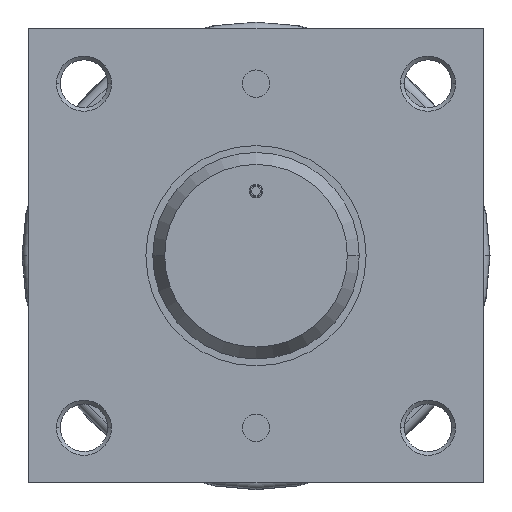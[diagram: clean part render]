
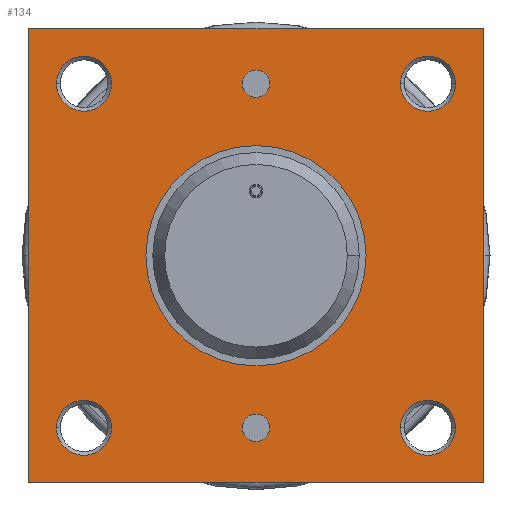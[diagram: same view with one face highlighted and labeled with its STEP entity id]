
A CAD part, left-side view. The second image highlights one B-rep face of the part: STEP entity #134.
In plain terms, the highlighted planar face has unit normal (-1, 0, 0).
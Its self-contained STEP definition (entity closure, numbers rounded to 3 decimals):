
#134=ADVANCED_FACE('',(#313,#314,#315,#316,#317,#318,#319,#320),#321,.F.);
#313=FACE_BOUND('',#601,.T.);
#314=FACE_BOUND('',#602,.T.);
#315=FACE_BOUND('',#603,.T.);
#316=FACE_BOUND('',#604,.T.);
#317=FACE_BOUND('',#605,.T.);
#318=FACE_BOUND('',#606,.T.);
#319=FACE_BOUND('',#607,.T.);
#320=FACE_OUTER_BOUND('',#608,.T.);
#321=PLANE('',#609);
#601=EDGE_LOOP('',(#1185,#1186));
#602=EDGE_LOOP('',(#1187,#1188));
#603=EDGE_LOOP('',(#1189,#1190));
#604=EDGE_LOOP('',(#1191,#1192));
#605=EDGE_LOOP('',(#1193,#1194));
#606=EDGE_LOOP('',(#1195,#1196));
#607=EDGE_LOOP('',(#1197,#1198));
#608=EDGE_LOOP('',(#1199,#1200,#1201,#1202));
#609=AXIS2_PLACEMENT_3D('',#1203,#1204,#1205);
#1185=ORIENTED_EDGE('',*,*,#1784,.T.);
#1186=ORIENTED_EDGE('',*,*,#1765,.T.);
#1187=ORIENTED_EDGE('',*,*,#1785,.T.);
#1188=ORIENTED_EDGE('',*,*,#1761,.T.);
#1189=ORIENTED_EDGE('',*,*,#1757,.T.);
#1190=ORIENTED_EDGE('',*,*,#1786,.T.);
#1191=ORIENTED_EDGE('',*,*,#1747,.T.);
#1192=ORIENTED_EDGE('',*,*,#1789,.T.);
#1193=ORIENTED_EDGE('',*,*,#1737,.T.);
#1194=ORIENTED_EDGE('',*,*,#1792,.T.);
#1195=ORIENTED_EDGE('',*,*,#1727,.T.);
#1196=ORIENTED_EDGE('',*,*,#1795,.T.);
#1197=ORIENTED_EDGE('',*,*,#1771,.T.);
#1198=ORIENTED_EDGE('',*,*,#1770,.T.);
#1199=ORIENTED_EDGE('',*,*,#1805,.T.);
#1200=ORIENTED_EDGE('',*,*,#1802,.F.);
#1201=ORIENTED_EDGE('',*,*,#1804,.F.);
#1202=ORIENTED_EDGE('',*,*,#1799,.F.);
#1203=CARTESIAN_POINT('',(0.0,0.0,0.0));
#1204=DIRECTION('',(1.0,0.0,0.0));
#1205=DIRECTION('',(0.0,0.0,-1.0));
#1727=EDGE_CURVE('',#2069,#2071,#2073,.T.);
#1737=EDGE_CURVE('',#2087,#2089,#2091,.T.);
#1747=EDGE_CURVE('',#2105,#2107,#2109,.T.);
#1757=EDGE_CURVE('',#2123,#2125,#2127,.T.);
#1761=EDGE_CURVE('',#2129,#2133,#2135,.T.);
#1765=EDGE_CURVE('',#2137,#2141,#2143,.T.);
#1770=EDGE_CURVE('',#2145,#2151,#2153,.T.);
#1771=EDGE_CURVE('',#2151,#2145,#2154,.T.);
#1784=EDGE_CURVE('',#2141,#2137,#2171,.T.);
#1785=EDGE_CURVE('',#2133,#2129,#2172,.T.);
#1786=EDGE_CURVE('',#2125,#2123,#2173,.T.);
#1789=EDGE_CURVE('',#2107,#2105,#2176,.T.);
#1792=EDGE_CURVE('',#2089,#2087,#2179,.T.);
#1795=EDGE_CURVE('',#2071,#2069,#2182,.T.);
#1799=EDGE_CURVE('',#2185,#2187,#2188,.T.);
#1802=EDGE_CURVE('',#2190,#2192,#2193,.T.);
#1804=EDGE_CURVE('',#2187,#2190,#2195,.T.);
#1805=EDGE_CURVE('',#2185,#2192,#2196,.T.);
#2069=VERTEX_POINT('',#2553);
#2071=VERTEX_POINT('',#2556);
#2073=CIRCLE('',#2559,10.0);
#2087=VERTEX_POINT('',#2577);
#2089=VERTEX_POINT('',#2580);
#2091=CIRCLE('',#2583,10.0);
#2105=VERTEX_POINT('',#2601);
#2107=VERTEX_POINT('',#2604);
#2109=CIRCLE('',#2607,10.0);
#2123=VERTEX_POINT('',#2625);
#2125=VERTEX_POINT('',#2628);
#2127=CIRCLE('',#2631,10.0);
#2129=VERTEX_POINT('',#2633);
#2133=VERTEX_POINT('',#2638);
#2135=CIRCLE('',#2641,5.0);
#2137=VERTEX_POINT('',#2643);
#2141=VERTEX_POINT('',#2648);
#2143=CIRCLE('',#2651,5.0);
#2145=VERTEX_POINT('',#2653);
#2151=VERTEX_POINT('',#2660);
#2153=CIRCLE('',#2663,40.0);
#2154=CIRCLE('',#2664,40.0);
#2171=CIRCLE('',#2685,5.0);
#2172=CIRCLE('',#2686,5.0);
#2173=CIRCLE('',#2687,10.0);
#2176=CIRCLE('',#2690,10.0);
#2179=CIRCLE('',#2693,10.0);
#2182=CIRCLE('',#2696,10.0);
#2185=VERTEX_POINT('',#2699);
#2187=VERTEX_POINT('',#2702);
#2188=LINE('',#2703,#2704);
#2190=VERTEX_POINT('',#2707);
#2192=VERTEX_POINT('',#2710);
#2193=LINE('',#2711,#2712);
#2195=LINE('',#2715,#2716);
#2196=LINE('',#2717,#2718);
#2553=CARTESIAN_POINT('',(0.0,-52.5,-62.5));
#2556=CARTESIAN_POINT('',(0.0,-72.5,-62.5));
#2559=AXIS2_PLACEMENT_3D('',#3482,#3483,#3484);
#2577=CARTESIAN_POINT('',(0.0,-52.5,62.5));
#2580=CARTESIAN_POINT('',(0.0,-72.5,62.5));
#2583=AXIS2_PLACEMENT_3D('',#3500,#3501,#3502);
#2601=CARTESIAN_POINT('',(0.0,72.5,-62.5));
#2604=CARTESIAN_POINT('',(0.0,52.5,-62.5));
#2607=AXIS2_PLACEMENT_3D('',#3518,#3519,#3520);
#2625=CARTESIAN_POINT('',(0.0,72.5,62.5));
#2628=CARTESIAN_POINT('',(0.0,52.5,62.5));
#2631=AXIS2_PLACEMENT_3D('',#3536,#3537,#3538);
#2633=CARTESIAN_POINT('',(0.0,0.,-67.5));
#2638=CARTESIAN_POINT('',(0.0,0.,-57.5));
#2641=AXIS2_PLACEMENT_3D('',#3544,#3545,#3546);
#2643=CARTESIAN_POINT('',(0.0,0.,57.5));
#2648=CARTESIAN_POINT('',(0.0,0.,67.5));
#2651=AXIS2_PLACEMENT_3D('',#3552,#3553,#3554);
#2653=CARTESIAN_POINT('',(0.0,0.,-40.0));
#2660=CARTESIAN_POINT('',(0.0,0.,40.0));
#2663=AXIS2_PLACEMENT_3D('',#3563,#3564,#3565);
#2664=AXIS2_PLACEMENT_3D('',#3566,#3567,#3568);
#2685=AXIS2_PLACEMENT_3D('',#3597,#3598,#3599);
#2686=AXIS2_PLACEMENT_3D('',#3600,#3601,#3602);
#2687=AXIS2_PLACEMENT_3D('',#3603,#3604,#3605);
#2690=AXIS2_PLACEMENT_3D('',#3612,#3613,#3614);
#2693=AXIS2_PLACEMENT_3D('',#3621,#3622,#3623);
#2696=AXIS2_PLACEMENT_3D('',#3630,#3631,#3632);
#2699=CARTESIAN_POINT('',(0.0,82.5,82.5));
#2702=CARTESIAN_POINT('',(0.0,-82.5,82.5));
#2703=CARTESIAN_POINT('',(0.0,0.0,82.5));
#2704=VECTOR('',#3640,1.0);
#2707=CARTESIAN_POINT('',(0.0,-82.5,-82.5));
#2710=CARTESIAN_POINT('',(0.0,82.5,-82.5));
#2711=CARTESIAN_POINT('',(0.0,0.0,-82.5));
#2712=VECTOR('',#3643,1.0);
#2715=CARTESIAN_POINT('',(0.0,-82.5,0.0));
#2716=VECTOR('',#3645,1.0);
#2717=CARTESIAN_POINT('',(0.0,82.5,0.0));
#2718=VECTOR('',#3646,1.0);
#3482=CARTESIAN_POINT('',(0.0,-62.5,-62.5));
#3483=DIRECTION('',(1.0,0.0,0.0));
#3484=DIRECTION('',(0.0,1.0,0.0));
#3500=CARTESIAN_POINT('',(0.0,-62.5,62.5));
#3501=DIRECTION('',(1.0,0.0,0.0));
#3502=DIRECTION('',(0.0,1.0,0.0));
#3518=CARTESIAN_POINT('',(0.0,62.5,-62.5));
#3519=DIRECTION('',(1.0,0.0,0.0));
#3520=DIRECTION('',(0.0,1.0,0.0));
#3536=CARTESIAN_POINT('',(0.0,62.5,62.5));
#3537=DIRECTION('',(1.0,0.0,0.0));
#3538=DIRECTION('',(0.0,1.0,0.0));
#3544=CARTESIAN_POINT('',(0.0,0.0,-62.5));
#3545=DIRECTION('',(1.0,0.0,0.0));
#3546=DIRECTION('',(0.0,0.0,-1.0));
#3552=CARTESIAN_POINT('',(0.0,0.0,62.5));
#3553=DIRECTION('',(1.0,0.0,0.0));
#3554=DIRECTION('',(0.0,0.0,-1.0));
#3563=CARTESIAN_POINT('',(0.0,0.0,0.0));
#3564=DIRECTION('',(1.0,0.0,0.0));
#3565=DIRECTION('',(0.0,0.0,-1.0));
#3566=CARTESIAN_POINT('',(0.0,0.0,0.0));
#3567=DIRECTION('',(1.0,0.0,0.0));
#3568=DIRECTION('',(0.0,0.0,-1.0));
#3597=CARTESIAN_POINT('',(0.0,0.0,62.5));
#3598=DIRECTION('',(1.0,0.0,0.0));
#3599=DIRECTION('',(0.0,0.0,-1.0));
#3600=CARTESIAN_POINT('',(0.0,0.0,-62.5));
#3601=DIRECTION('',(1.0,0.0,0.0));
#3602=DIRECTION('',(0.0,0.0,-1.0));
#3603=CARTESIAN_POINT('',(0.0,62.5,62.5));
#3604=DIRECTION('',(1.0,0.0,0.0));
#3605=DIRECTION('',(0.0,1.0,0.0));
#3612=CARTESIAN_POINT('',(0.0,62.5,-62.5));
#3613=DIRECTION('',(1.0,0.0,0.0));
#3614=DIRECTION('',(0.0,1.0,0.0));
#3621=CARTESIAN_POINT('',(0.0,-62.5,62.5));
#3622=DIRECTION('',(1.0,0.0,0.0));
#3623=DIRECTION('',(0.0,1.0,0.0));
#3630=CARTESIAN_POINT('',(0.0,-62.5,-62.5));
#3631=DIRECTION('',(1.0,0.0,0.0));
#3632=DIRECTION('',(0.0,1.0,0.0));
#3640=DIRECTION('',(0.0,-1.0,0.0));
#3643=DIRECTION('',(0.0,1.0,0.0));
#3645=DIRECTION('',(0.0,0.0,-1.0));
#3646=DIRECTION('',(0.0,0.0,-1.0));
